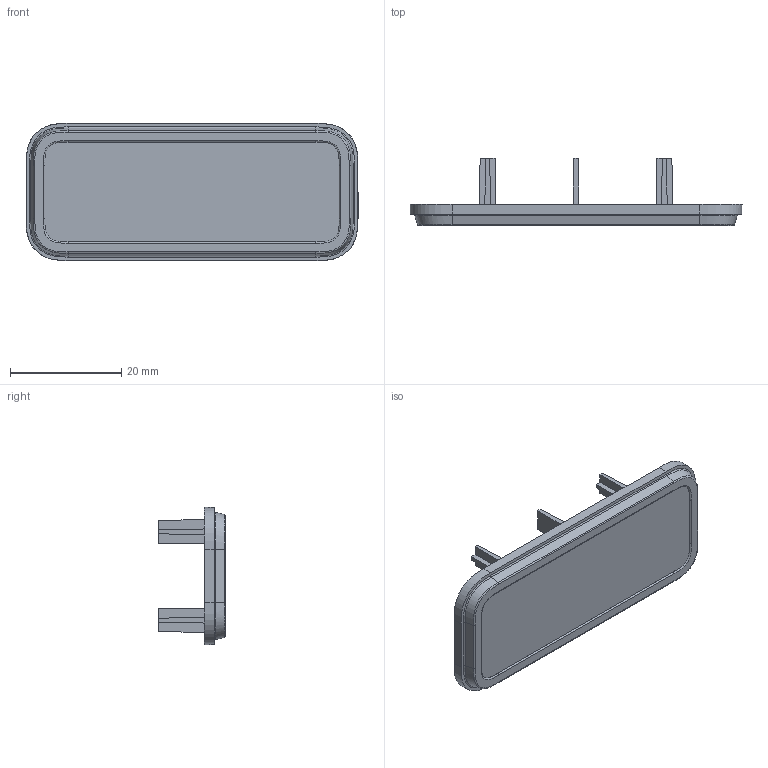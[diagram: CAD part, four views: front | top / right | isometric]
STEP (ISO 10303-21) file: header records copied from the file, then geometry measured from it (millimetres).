
FILE_DESCRIPTION (( 'STEP AP214' ), '1' );
FILE_NAME ('MSFT_FRAME_003_V1.STEP', '2018-03-20T22:15:40', ( '' ), ( '' ), 'SwSTEP 2.0', 'SolidWorks 2016', '' );
FILE_SCHEMA (( 'AUTOMOTIVE_DESIGN' ));
Length unit declared in the file: inch
Products named in the file (1): MSFT_FRAME_003_V1
Bounding box: 59.66 x 12.03 x 24.66 mm (x, y, z)
Volume: 2821.6 mm3; surface area: 4400.5 mm2
Topology: 1 solids, 1 shells, 133 faces, 348 edges, 220 vertices
Faces by surface type: plane 93, bspline 28, cylinder 12
Entity records: 7050 total; most frequent: CARTESIAN_POINT 3926, ORIENTED_EDGE 696, DIRECTION 536, EDGE_CURVE 348, VECTOR 276, LINE 276, VERTEX_POINT 220, EDGE_LOOP 136
